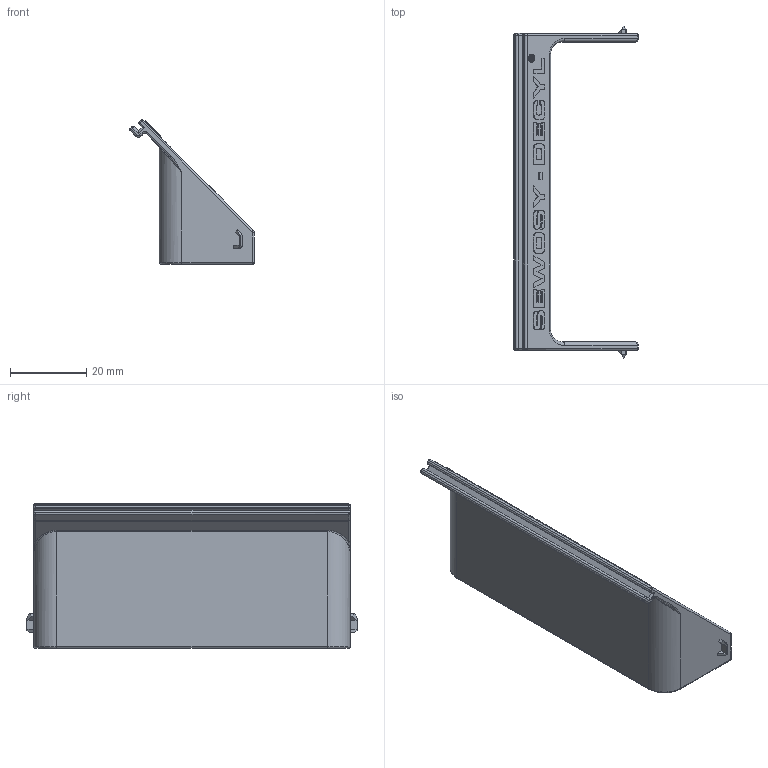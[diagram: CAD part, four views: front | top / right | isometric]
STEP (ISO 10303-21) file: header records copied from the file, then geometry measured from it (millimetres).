
FILE_DESCRIPTION (( 'STEP AP214' ), '1' );
FILE_NAME ('DECYL1_STPALL.STEP', '2022-09-23T14:38:00', ( '' ), ( '' ), 'SwSTEP 2.0', 'SolidWorks 2020', '' );
FILE_SCHEMA (( 'AUTOMOTIVE_DESIGN' ));
Length unit declared in the file: millimetre
Products named in the file (1): DECYL1_STPALL
Bounding box: 32.72 x 87 x 37.87 mm (x, y, z)
Volume: 8832 mm3; surface area: 9476.7 mm2
Topology: 1 solids, 1 shells, 347 faces, 902 edges, 569 vertices
Faces by surface type: plane 200, bspline 66, cylinder 51, sphere 14, torus 12, cone 4
Entity records: 18368 total; most frequent: CARTESIAN_POINT 6525, ORIENTED_EDGE 1780, DIRECTION 1423, EDGE_CURVE 890, VECTOR 641, LINE 641, VERTEX_POINT 565, AXIS2_PLACEMENT_3D 391
